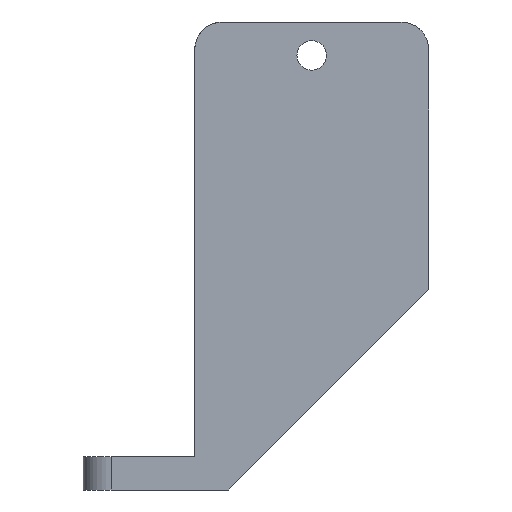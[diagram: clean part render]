
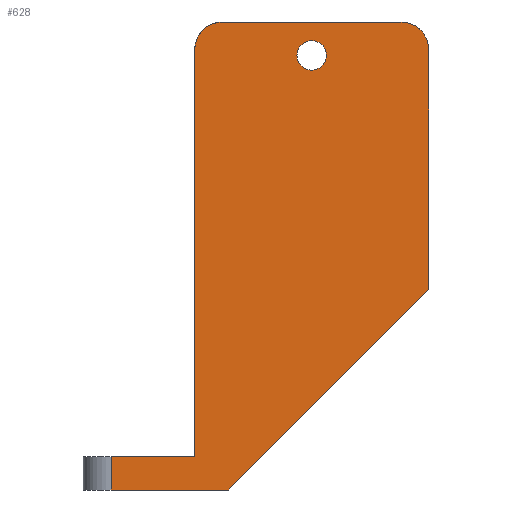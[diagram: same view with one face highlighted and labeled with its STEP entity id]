
A CAD part, front view. The second image highlights one B-rep face of the part: STEP entity #628.
In plain terms, the highlighted planar face has unit normal (0, -1, 0).
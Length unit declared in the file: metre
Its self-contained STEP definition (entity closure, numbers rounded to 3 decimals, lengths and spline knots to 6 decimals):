
#27=CIRCLE('',#665,0.00265);
#30=CIRCLE('',#673,0.005);
#32=CIRCLE('',#677,0.005);
#129=ORIENTED_EDGE('',*,*,#249,.F.);
#130=ORIENTED_EDGE('',*,*,#225,.F.);
#131=ORIENTED_EDGE('',*,*,#258,.T.);
#132=ORIENTED_EDGE('',*,*,#288,.F.);
#133=ORIENTED_EDGE('',*,*,#261,.T.);
#134=ORIENTED_EDGE('',*,*,#248,.F.);
#135=ORIENTED_EDGE('',*,*,#268,.F.);
#136=ORIENTED_EDGE('',*,*,#290,.T.);
#137=ORIENTED_EDGE('',*,*,#278,.F.);
#138=ORIENTED_EDGE('',*,*,#287,.T.);
#225=EDGE_CURVE('',#313,#314,#373,.T.);
#248=EDGE_CURVE('',#336,#325,#395,.T.);
#249=EDGE_CURVE('',#337,#337,#27,.T.);
#258=EDGE_CURVE('',#313,#345,#30,.T.);
#261=EDGE_CURVE('',#348,#325,#32,.T.);
#268=EDGE_CURVE('',#353,#336,#402,.T.);
#278=EDGE_CURVE('',#361,#362,#410,.T.);
#287=EDGE_CURVE('',#361,#314,#417,.T.);
#288=EDGE_CURVE('',#348,#345,#418,.T.);
#290=EDGE_CURVE('',#353,#362,#420,.F.);
#313=VERTEX_POINT('',#909);
#314=VERTEX_POINT('',#911);
#325=VERTEX_POINT('',#935);
#336=VERTEX_POINT('',#956);
#337=VERTEX_POINT('',#960);
#345=VERTEX_POINT('',#978);
#348=VERTEX_POINT('',#986);
#353=VERTEX_POINT('',#998);
#361=VERTEX_POINT('',#1018);
#362=VERTEX_POINT('',#1020);
#373=LINE('',#910,#437);
#395=LINE('',#957,#459);
#402=LINE('',#999,#466);
#410=LINE('',#1019,#474);
#417=LINE('',#1036,#481);
#418=LINE('',#1038,#482);
#420=LINE('',#1041,#484);
#437=VECTOR('',#726,1.);
#459=VECTOR('',#752,1.);
#466=VECTOR('',#795,1.);
#474=VECTOR('',#811,1.);
#481=VECTOR('',#830,1.);
#482=VECTOR('',#833,1.);
#484=VECTOR('',#837,1.);
#517=EDGE_LOOP('',(#129));
#518=EDGE_LOOP('',(#130,#131,#132,#133,#134,#135,#136,#137,#138));
#563=FACE_BOUND('',#517,.T.);
#564=FACE_BOUND('',#518,.T.);
#601=PLANE('',#693);
#628=ADVANCED_FACE('',(#563,#564),#601,.T.);
#665=AXIS2_PLACEMENT_3D('',#959,#755,#756);
#673=AXIS2_PLACEMENT_3D('',#979,#774,#775);
#677=AXIS2_PLACEMENT_3D('',#985,#782,#783);
#693=AXIS2_PLACEMENT_3D('',#1040,#835,#836);
#726=DIRECTION('',(0.,0.,-1.));
#752=DIRECTION('',(0.,0.,1.));
#755=DIRECTION('',(0.,-1.,0.));
#756=DIRECTION('',(0.,0.,-1.));
#774=DIRECTION('',(0.,-1.,0.));
#775=DIRECTION('',(0.,0.,-1.));
#782=DIRECTION('',(0.,-1.,0.));
#783=DIRECTION('',(0.,0.,-1.));
#795=DIRECTION('',(1.,0.,0.));
#811=DIRECTION('',(-1.,0.,0.));
#830=DIRECTION('',(0.707,0.,0.707));
#833=DIRECTION('',(1.,0.,0.));
#835=DIRECTION('',(0.,-1.,0.));
#836=DIRECTION('',(1.,0.,0.));
#837=DIRECTION('',(0.,0.,1.));
#909=CARTESIAN_POINT('',(0.227,-0.106,0.183));
#910=CARTESIAN_POINT('',(0.227,-0.106,0.167));
#911=CARTESIAN_POINT('',(0.227,-0.106,0.14));
#935=CARTESIAN_POINT('',(0.185,-0.106,0.183));
#956=CARTESIAN_POINT('',(0.185,-0.106,0.11));
#957=CARTESIAN_POINT('',(0.185,-0.106,0.167));
#959=CARTESIAN_POINT('',(0.206,-0.106,0.182));
#960=CARTESIAN_POINT('',(0.206,-0.106,0.17935));
#978=CARTESIAN_POINT('',(0.222,-0.106,0.188));
#979=CARTESIAN_POINT('',(0.222,-0.106,0.183));
#985=CARTESIAN_POINT('',(0.19,-0.106,0.183));
#986=CARTESIAN_POINT('',(0.19,-0.106,0.188));
#998=CARTESIAN_POINT('',(0.17,-0.106,0.11));
#999=CARTESIAN_POINT('',(0.175,-0.106,0.11));
#1018=CARTESIAN_POINT('',(0.191,-0.106,0.104));
#1019=CARTESIAN_POINT('',(0.178,-0.106,0.104));
#1020=CARTESIAN_POINT('',(0.17,-0.106,0.104));
#1036=CARTESIAN_POINT('',(0.209,-0.106,0.122));
#1038=CARTESIAN_POINT('',(0.206,-0.106,0.188));
#1040=CARTESIAN_POINT('',(0.196,-0.106,0.1535));
#1041=CARTESIAN_POINT('',(0.17,-0.106,0.1535));
